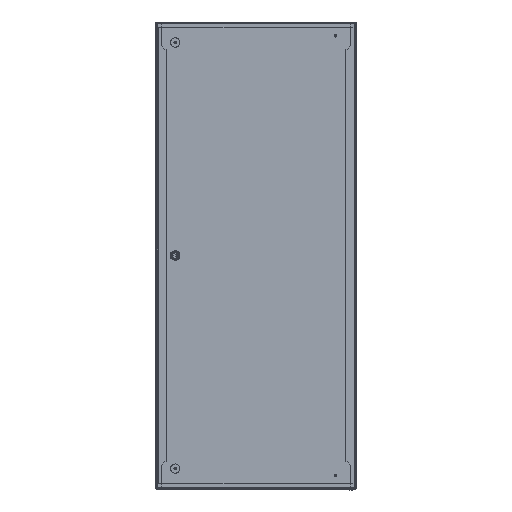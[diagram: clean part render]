
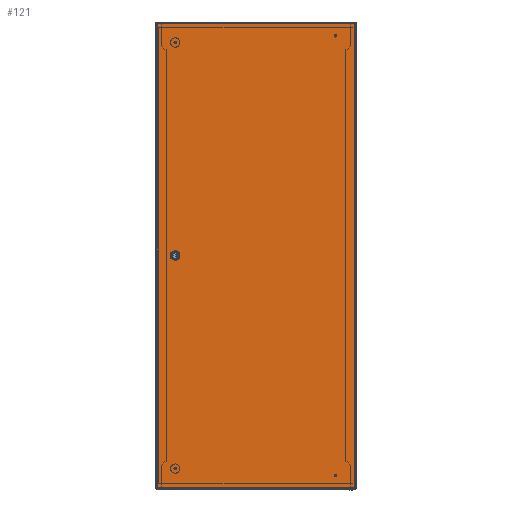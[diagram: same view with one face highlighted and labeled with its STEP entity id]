
A CAD part, top view. The second image highlights one B-rep face of the part: STEP entity #121.
In plain terms, the highlighted face is planar.
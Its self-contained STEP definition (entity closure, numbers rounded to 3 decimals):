
#121 = ADVANCED_FACE ( 'NONE', ( #53363, #72866 ), #86614, .F. ) ;
#672 = DIRECTION ( 'NONE',  ( -1., 0., 0. ) ) ;
#1102 = LINE ( 'NONE', #81818, #73483 ) ;
#3613 = LINE ( 'NONE', #58156, #87396 ) ;
#4176 = DIRECTION ( 'NONE',  ( -1., 0., 0. ) ) ;
#5322 = VERTEX_POINT ( 'NONE', #15758 ) ;
#5498 = LINE ( 'NONE', #64933, #43131 ) ;
#6171 = DIRECTION ( 'NONE',  ( 1., 0., 0. ) ) ;
#6646 = EDGE_CURVE ( 'NONE', #5322, #58776, #79178, .T. ) ;
#7024 = ORIENTED_EDGE ( 'NONE', *, *, #70905, .T. ) ;
#9424 = DIRECTION ( 'NONE',  ( 1., 0., 0. ) ) ;
#10302 = DIRECTION ( 'NONE',  ( 0., 0., 1. ) ) ;
#11029 = LINE ( 'NONE', #65129, #79308 ) ;
#13477 = CARTESIAN_POINT ( 'NONE',  ( 247.137, -10.25, -1.4 ) ) ;
#14161 = CIRCLE ( 'NONE', #35439, 11.25 ) ;
#15758 = CARTESIAN_POINT ( 'NONE',  ( 232.25, -4.637, -1.4 ) ) ;
#18319 = VERTEX_POINT ( 'NONE', #50844 ) ;
#18535 = VERTEX_POINT ( 'NONE', #82291 ) ;
#18768 = VERTEX_POINT ( 'NONE', #13477 ) ;
#20326 = CARTESIAN_POINT ( 'NONE',  ( -294.4, 695.4, -1.4 ) ) ;
#21080 = ORIENTED_EDGE ( 'NONE', *, *, #84216, .T. ) ;
#24211 = VERTEX_POINT ( 'NONE', #50489 ) ;
#24450 = EDGE_CURVE ( 'NONE', #58776, #18768, #46492, .T. ) ;
#24577 = DIRECTION ( 'NONE',  ( 1., 0., 0. ) ) ;
#24924 = EDGE_CURVE ( 'NONE', #24211, #18319, #1102, .T. ) ;
#25429 = DIRECTION ( 'NONE',  ( 0., 1., 0. ) ) ;
#26920 = CARTESIAN_POINT ( 'NONE',  ( 294.4, 695.4, -1.4 ) ) ;
#27695 = VERTEX_POINT ( 'NONE', #51307 ) ;
#28649 = EDGE_LOOP ( 'NONE', ( #21080, #76874, #83852, #87399, #47731, #7024, #37911, #77890 ) ) ;
#31598 = EDGE_CURVE ( 'NONE', #86586, #81712, #5498, .T. ) ;
#32296 = DIRECTION ( 'NONE',  ( 1., 0., 0. ) ) ;
#33426 = DIRECTION ( 'NONE',  ( 0., 0., 1. ) ) ;
#35439 = AXIS2_PLACEMENT_3D ( 'NONE', #61108, #74835, #56509 ) ;
#36507 = CARTESIAN_POINT ( 'NONE',  ( 242.5, 0., -1.4 ) ) ;
#37911 = ORIENTED_EDGE ( 'NONE', *, *, #66792, .T. ) ;
#38305 = EDGE_CURVE ( 'NONE', #81712, #83107, #56844, .T. ) ;
#40070 = DIRECTION ( 'NONE',  ( -1., 0., 0. ) ) ;
#43131 = VECTOR ( 'NONE', #4176, 1000. ) ;
#43562 = CARTESIAN_POINT ( 'NONE',  ( 252.75, 4.637, -1.4 ) ) ;
#43563 = VECTOR ( 'NONE', #25429, 1000. ) ;
#43956 = VECTOR ( 'NONE', #32296, 1000. ) ;
#45719 = EDGE_CURVE ( 'NONE', #18768, #18535, #14161, .T. ) ;
#46492 = LINE ( 'NONE', #80155, #43956 ) ;
#46736 = CARTESIAN_POINT ( 'NONE',  ( 0., 0., -1.4 ) ) ;
#47302 = EDGE_CURVE ( 'NONE', #27695, #83107, #60865, .T. ) ;
#47314 = AXIS2_PLACEMENT_3D ( 'NONE', #66933, #66482, #6171 ) ;
#47731 = ORIENTED_EDGE ( 'NONE', *, *, #45719, .T. ) ;
#50082 = AXIS2_PLACEMENT_3D ( 'NONE', #36507, #10302, #9424 ) ;
#50489 = CARTESIAN_POINT ( 'NONE',  ( 247.137, 10.25, -1.4 ) ) ;
#50844 = CARTESIAN_POINT ( 'NONE',  ( 237.863, 10.25, -1.4 ) ) ;
#51307 = CARTESIAN_POINT ( 'NONE',  ( 294.4, -695.4, -1.4 ) ) ;
#51505 = DIRECTION ( 'NONE',  ( 0., -1., 0. ) ) ;
#53363 = FACE_OUTER_BOUND ( 'NONE', #76911, .T. ) ;
#53489 = ORIENTED_EDGE ( 'NONE', *, *, #47302, .T. ) ;
#53539 = VECTOR ( 'NONE', #66089, 1000. ) ;
#55788 = VERTEX_POINT ( 'NONE', #43562 ) ;
#56509 = DIRECTION ( 'NONE',  ( 1., 0., 0. ) ) ;
#56844 = LINE ( 'NONE', #70563, #53539 ) ;
#57426 = ORIENTED_EDGE ( 'NONE', *, *, #31598, .F. ) ;
#58156 = CARTESIAN_POINT ( 'NONE',  ( 232.25, 4.637, -1.4 ) ) ;
#58494 = DIRECTION ( 'NONE',  ( 0., -1., 0. ) ) ;
#58776 = VERTEX_POINT ( 'NONE', #63276 ) ;
#59714 = EDGE_CURVE ( 'NONE', #86586, #27695, #11029, .T. ) ;
#60458 = DIRECTION ( 'NONE',  ( 1., 0., 0. ) ) ;
#60865 = LINE ( 'NONE', #87020, #69541 ) ;
#61108 = CARTESIAN_POINT ( 'NONE',  ( 242.5, 0., -1.4 ) ) ;
#61546 = ORIENTED_EDGE ( 'NONE', *, *, #38305, .F. ) ;
#63276 = CARTESIAN_POINT ( 'NONE',  ( 237.863, -10.25, -1.4 ) ) ;
#64933 = CARTESIAN_POINT ( 'NONE',  ( 3492.5, 695.4, -1.4 ) ) ;
#65129 = CARTESIAN_POINT ( 'NONE',  ( 294.4, 4191., -1.4 ) ) ;
#65802 = DIRECTION ( 'NONE',  ( 0., 0., 1. ) ) ;
#66057 = VERTEX_POINT ( 'NONE', #85222 ) ;
#66089 = DIRECTION ( 'NONE',  ( 0., -1., 0. ) ) ;
#66370 = ORIENTED_EDGE ( 'NONE', *, *, #59714, .T. ) ;
#66482 = DIRECTION ( 'NONE',  ( 0., 0., 1. ) ) ;
#66792 = EDGE_CURVE ( 'NONE', #55788, #24211, #85487, .T. ) ;
#66933 = CARTESIAN_POINT ( 'NONE',  ( 242.5, 0., -1.4 ) ) ;
#69541 = VECTOR ( 'NONE', #40070, 1000. ) ;
#70563 = CARTESIAN_POINT ( 'NONE',  ( -294.4, 4191., -1.4 ) ) ;
#70905 = EDGE_CURVE ( 'NONE', #18535, #55788, #79957, .T. ) ;
#72511 = EDGE_CURVE ( 'NONE', #66057, #5322, #3613, .T. ) ;
#72866 = FACE_BOUND ( 'NONE', #28649, .T. ) ;
#73483 = VECTOR ( 'NONE', #672, 1000. ) ;
#74835 = DIRECTION ( 'NONE',  ( 0., 0., 1. ) ) ;
#74958 = AXIS2_PLACEMENT_3D ( 'NONE', #79100, #65802, #24577 ) ;
#76602 = CARTESIAN_POINT ( 'NONE',  ( -294.4, -695.4, -1.4 ) ) ;
#76874 = ORIENTED_EDGE ( 'NONE', *, *, #72511, .T. ) ;
#76911 = EDGE_LOOP ( 'NONE', ( #61546, #57426, #66370, #53489 ) ) ;
#77890 = ORIENTED_EDGE ( 'NONE', *, *, #24924, .T. ) ;
#79100 = CARTESIAN_POINT ( 'NONE',  ( 242.5, 0., -1.4 ) ) ;
#79178 = CIRCLE ( 'NONE', #74958, 11.25 ) ;
#79308 = VECTOR ( 'NONE', #58494, 1000. ) ;
#79957 = LINE ( 'NONE', #86164, #43563 ) ;
#80155 = CARTESIAN_POINT ( 'NONE',  ( 247.137, -10.25, -1.4 ) ) ;
#81712 = VERTEX_POINT ( 'NONE', #20326 ) ;
#81818 = CARTESIAN_POINT ( 'NONE',  ( 247.137, 10.25, -1.4 ) ) ;
#82291 = CARTESIAN_POINT ( 'NONE',  ( 252.75, -4.637, -1.4 ) ) ;
#83107 = VERTEX_POINT ( 'NONE', #76602 ) ;
#83439 = AXIS2_PLACEMENT_3D ( 'NONE', #46736, #33426, #60458 ) ;
#83852 = ORIENTED_EDGE ( 'NONE', *, *, #6646, .T. ) ;
#84216 = EDGE_CURVE ( 'NONE', #18319, #66057, #86841, .T. ) ;
#85222 = CARTESIAN_POINT ( 'NONE',  ( 232.25, 4.637, -1.4 ) ) ;
#85487 = CIRCLE ( 'NONE', #47314, 11.25 ) ;
#86164 = CARTESIAN_POINT ( 'NONE',  ( 252.75, 4.637, -1.4 ) ) ;
#86586 = VERTEX_POINT ( 'NONE', #26920 ) ;
#86614 = PLANE ( 'NONE',  #83439 ) ;
#86841 = CIRCLE ( 'NONE', #50082, 11.25 ) ;
#87020 = CARTESIAN_POINT ( 'NONE',  ( 3492.5, -695.4, -1.4 ) ) ;
#87396 = VECTOR ( 'NONE', #51505, 1000. ) ;
#87399 = ORIENTED_EDGE ( 'NONE', *, *, #24450, .T. ) ;
